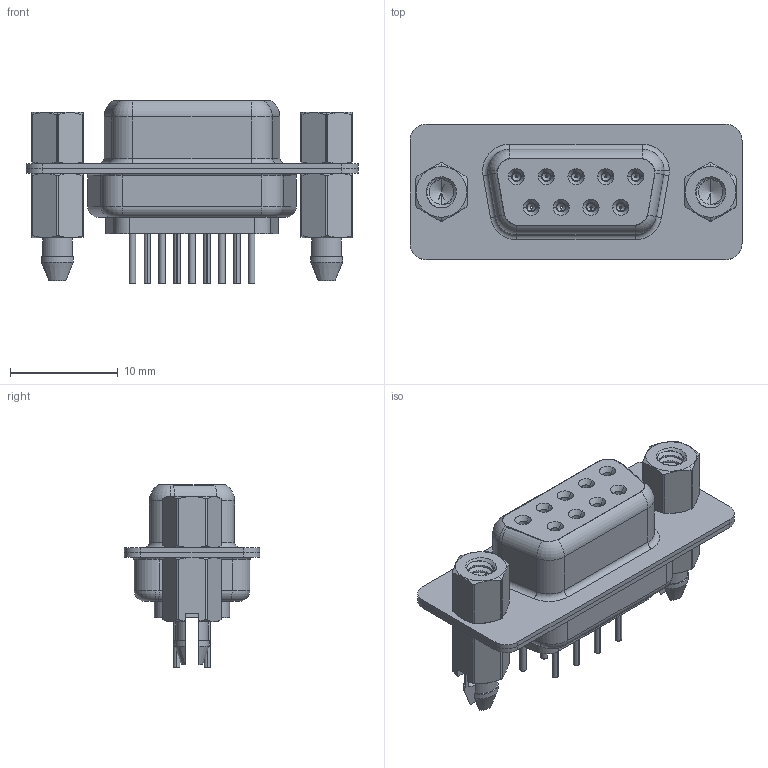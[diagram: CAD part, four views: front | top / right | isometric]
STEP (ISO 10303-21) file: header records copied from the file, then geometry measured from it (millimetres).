
FILE_DESCRIPTION (( 'STEP AP203' ), '1' );
FILE_NAME ('MHDD-09FNS-H1.STEP', '2025-11-12T15:24:58', ( '' ), ( '' ), 'SwSTEP 2.0', 'SolidWorks 2023', '' );
FILE_SCHEMA (( 'CONFIG_CONTROL_DESIGN' ));
Length unit declared in the file: millimetre
Products named in the file (8): MHDD Housing_09 LP; MHDD 4-40 Threaded Boardlock_LP; MHDD Shell Front_09 Contacts; MHDD Contact Row 1_20L; MHDD Contact Row 2_20L; MHDD 4-40 Hex Standoff; MHDD-09FNS-H1; MHDD Shell Rear_09 Contacts
Assembly tree (16 placements, depth 2):
  MHDD-09FNS-H1
    MHDD Housing_09 LP
    MHDD Shell Front_09 Contacts
    MHDD Shell Rear_09 Contacts
    MHDD Contact Row 1_20L  x5
    MHDD Contact Row 2_20L  x4
    MHDD 4-40 Hex Standoff  x2
    MHDD 4-40 Threaded Boardlock_LP  x2
Bounding box: 30.81 x 12.55 x 17.02 mm (x, y, z)
Volume: 2054.4 mm3; surface area: 5197.2 mm2
Topology: 16 solids, 16 shells, 1620 faces, 4173 edges, 2612 vertices
Faces by surface type: cylinder 538, plane 400, torus 297, bspline 198, cone 187
Entity records: 27525 total; most frequent: CARTESIAN_POINT 10407, ORIENTED_EDGE 3444, DIRECTION 3338, EDGE_CURVE 1722, AXIS2_PLACEMENT_3D 1365, VERTEX_POINT 1087, EDGE_LOOP 755, CIRCLE 709
